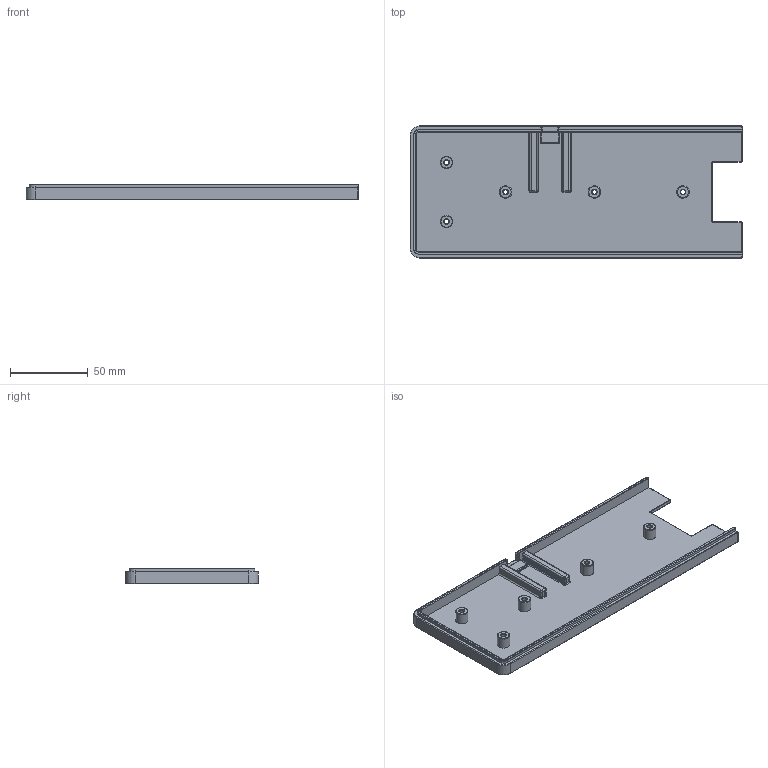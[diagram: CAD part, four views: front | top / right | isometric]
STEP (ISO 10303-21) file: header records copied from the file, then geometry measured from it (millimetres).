
FILE_DESCRIPTION(/* description */ (''),/* implementation_level */ '2;1');
FILE_NAME(/* name */ 'JB69 Base L.step',/* time_stamp */ '2023-10-30T12:25:03-04:00',/* author */ (''),/* organization */ (''),/* preprocessor_version */ 'ST-DEVELOPER v20',/* originating_system */ 'Autodesk Translation Framework v12.14.0.127',/* authorisation */ '');
FILE_SCHEMA (('AUTOMOTIVE_DESIGN { 1 0 10303 214 3 1 1 }'));
Length unit declared in the file: millimetre
Products named in the file (1): JB69
Bounding box: 213.5 x 85 x 10 mm (x, y, z)
Volume: 58870.6 mm3; surface area: 46002.2 mm2
Topology: 1 solids, 1 shells, 241 faces, 544 edges, 305 vertices
Faces by surface type: cylinder 114, plane 58, torus 38, sphere 17, bspline 14
Full cylindrical faces by diameter (mm): 2.9 x5, 6 x5, 8 x5
Entity records: 6966 total; most frequent: CARTESIAN_POINT 1475, DIRECTION 1256, ORIENTED_EDGE 1068, EDGE_CURVE 534, AXIS2_PLACEMENT_3D 506, VERTEX_POINT 305, EDGE_LOOP 261, CIRCLE 248
